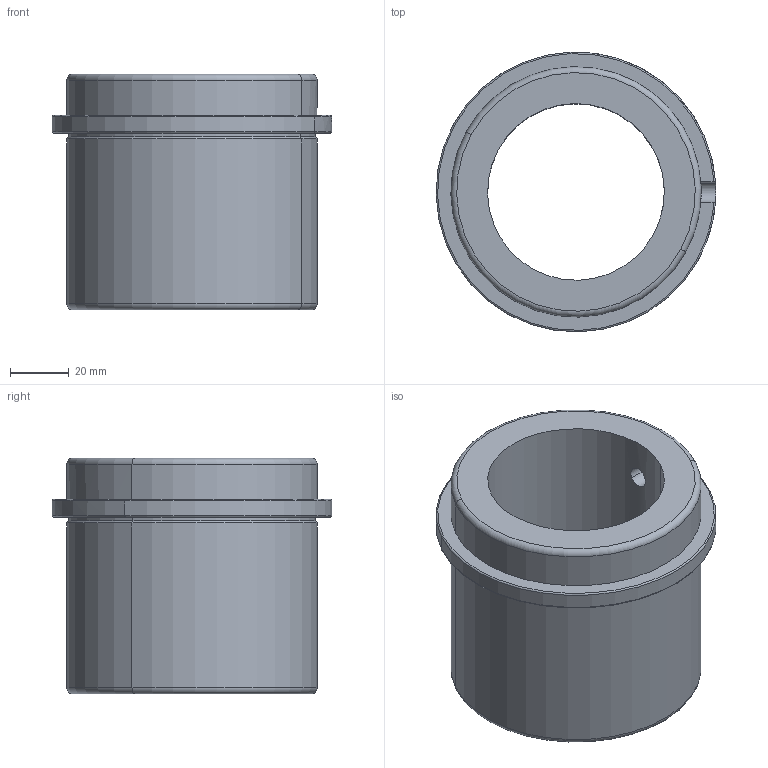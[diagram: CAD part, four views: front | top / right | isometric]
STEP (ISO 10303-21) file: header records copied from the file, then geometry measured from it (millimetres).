
FILE_DESCRIPTION(('CATIA V5 STEP Exchange'),'2;1');
FILE_NAME('RDBB303C.6080.stp','2017-03-26T18:49:43+00:00',('none'),('none'),'CATIA Version 5 Release 19 GA (IN-10)','CATIA V5 STEP AP203','none');
FILE_SCHEMA(('CONFIG_CONTROL_DESIGN'));
Length unit declared in the file: millimetre
Products named in the file (1): RDBB303C.6080
Bounding box: 94.99 x 94.97 x 80 mm (x, y, z)
Volume: 234892.2 mm3; surface area: 45035.3 mm2
Topology: 1 solids, 1 shells, 27 faces, 68 edges, 48 vertices
Faces by surface type: cylinder 12, torus 9, plane 4, cone 2
Entity records: 842 total; most frequent: CARTESIAN_POINT 200, ORIENTED_EDGE 126, DIRECTION 96, EDGE_CURVE 63, AXIS2_PLACEMENT_3D 60, CIRCLE 41, VERTEX_POINT 38, EDGE_LOOP 31
